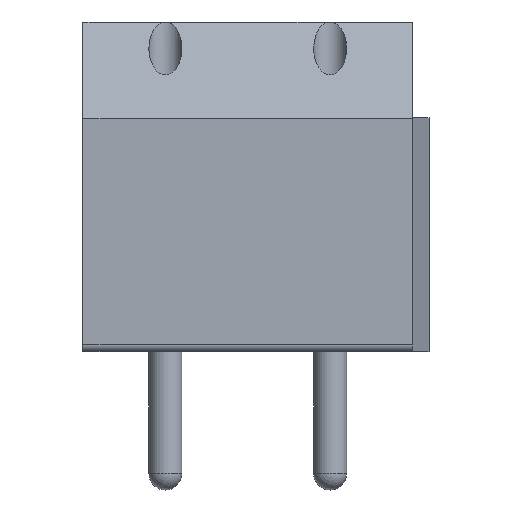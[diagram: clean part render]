
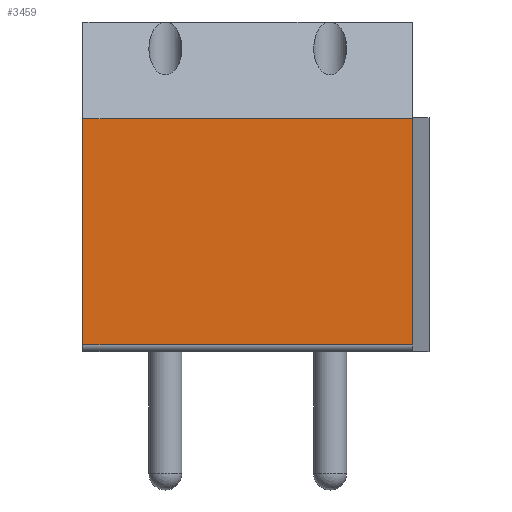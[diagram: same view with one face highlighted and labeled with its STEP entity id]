
A CAD part, front view. The second image highlights one B-rep face of the part: STEP entity #3459.
In plain terms, the highlighted planar face has unit normal (0, -1, 0).
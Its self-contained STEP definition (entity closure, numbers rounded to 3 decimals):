
#204 = LINE ( 'NONE', #2948, #4074 ) ;
#220 = DIRECTION ( 'NONE',  ( -1., 0., 0. ) ) ;
#432 = LINE ( 'NONE', #3086, #2901 ) ;
#443 = DIRECTION ( 'NONE',  ( 0., -1., 0. ) ) ;
#592 = ORIENTED_EDGE ( 'NONE', *, *, #2619, .T. ) ;
#915 = ORIENTED_EDGE ( 'NONE', *, *, #4189, .T. ) ;
#1132 = CARTESIAN_POINT ( 'NONE',  ( -2.5, -3.8, 0.2 ) ) ;
#1290 = VERTEX_POINT ( 'NONE', #1944 ) ;
#1385 = CARTESIAN_POINT ( 'NONE',  ( -7.5, -3.8, 0. ) ) ;
#1433 = PLANE ( 'NONE',  #2798 ) ;
#1716 = ORIENTED_EDGE ( 'NONE', *, *, #2146, .T. ) ;
#1944 = CARTESIAN_POINT ( 'NONE',  ( -2.5, -3.8, 0.2 ) ) ;
#1966 = ORIENTED_EDGE ( 'NONE', *, *, #2788, .F. ) ;
#2053 = DIRECTION ( 'NONE',  ( 0., 0., -1. ) ) ;
#2096 = CARTESIAN_POINT ( 'NONE',  ( 7.5, -3.8, 7.07 ) ) ;
#2146 = EDGE_CURVE ( 'NONE', #1290, #3069, #2786, .T. ) ;
#2268 = DIRECTION ( 'NONE',  ( 0., 0., 1. ) ) ;
#2526 = EDGE_LOOP ( 'NONE', ( #915, #592, #1966, #1716 ) ) ;
#2610 = LINE ( 'NONE', #3951, #3023 ) ;
#2619 = EDGE_CURVE ( 'NONE', #3551, #4295, #204, .T. ) ;
#2660 = DIRECTION ( 'NONE',  ( 0., 0., 1. ) ) ;
#2786 = LINE ( 'NONE', #1132, #3601 ) ;
#2788 = EDGE_CURVE ( 'NONE', #1290, #4295, #2610, .T. ) ;
#2798 = AXIS2_PLACEMENT_3D ( 'NONE', #1385, #443, #2053 ) ;
#2901 = VECTOR ( 'NONE', #2660, 1000. ) ;
#2948 = CARTESIAN_POINT ( 'NONE',  ( 7.5, -3.8, 7.07 ) ) ;
#3023 = VECTOR ( 'NONE', #2268, 1000. ) ;
#3069 = VERTEX_POINT ( 'NONE', #3335 ) ;
#3086 = CARTESIAN_POINT ( 'NONE',  ( 7.5, -3.8, 0.2 ) ) ;
#3195 = DIRECTION ( 'NONE',  ( 1., 0., 0. ) ) ;
#3335 = CARTESIAN_POINT ( 'NONE',  ( 7.5, -3.8, 0.2 ) ) ;
#3381 = FACE_OUTER_BOUND ( 'NONE', #2526, .T. ) ;
#3459 = ADVANCED_FACE ( 'NONE', ( #3381 ), #1433, .T. ) ;
#3551 = VERTEX_POINT ( 'NONE', #2096 ) ;
#3601 = VECTOR ( 'NONE', #3195, 1000. ) ;
#3951 = CARTESIAN_POINT ( 'NONE',  ( -2.5, -3.8, 0.2 ) ) ;
#4066 = CARTESIAN_POINT ( 'NONE',  ( -2.5, -3.8, 7.07 ) ) ;
#4074 = VECTOR ( 'NONE', #220, 1000. ) ;
#4189 = EDGE_CURVE ( 'NONE', #3069, #3551, #432, .T. ) ;
#4295 = VERTEX_POINT ( 'NONE', #4066 ) ;
